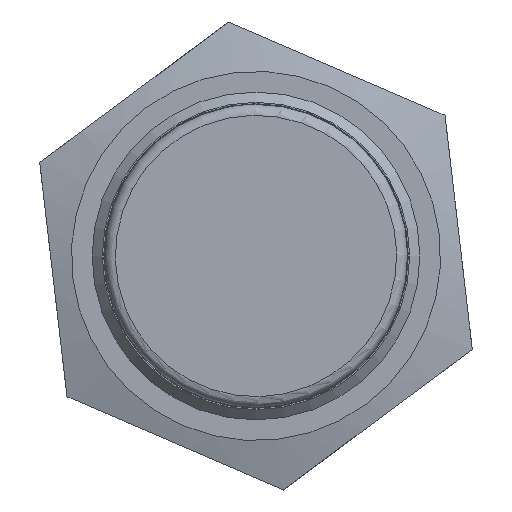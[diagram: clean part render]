
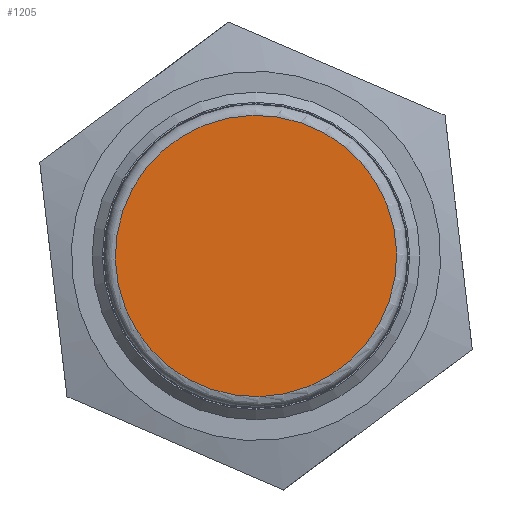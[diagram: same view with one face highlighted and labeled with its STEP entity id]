
A CAD part, left-side view. The second image highlights one B-rep face of the part: STEP entity #1205.
In plain terms, the highlighted planar face has unit normal (-1, 0, 0).
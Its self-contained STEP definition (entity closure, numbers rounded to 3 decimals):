
#119=ORIENTED_EDGE('',*,*,#307,.T.);
#307=EDGE_CURVE('',#401,#401,#477,.T.);
#401=VERTEX_POINT('',#1633);
#477=CIRCLE('',#1273,10.3);
#527=EDGE_LOOP('',(#119));
#631=FACE_BOUND('',#527,.T.);
#735=PLANE('',#1272);
#1205=ADVANCED_FACE('',(#631),#735,.T.);
#1272=AXIS2_PLACEMENT_3D('',#1631,#1386,#1387);
#1273=AXIS2_PLACEMENT_3D('',#1632,#1388,#1389);
#1386=DIRECTION('',(-1.,0.,0.));
#1387=DIRECTION('',(0.,0.202,0.979));
#1388=DIRECTION('',(-1.,0.,0.));
#1389=DIRECTION('',(0.,0.202,0.979));
#1631=CARTESIAN_POINT('',(7.444,2.077,10.088));
#1632=CARTESIAN_POINT('',(7.444,0.,0.));
#1633=CARTESIAN_POINT('',(7.444,2.077,10.088));
